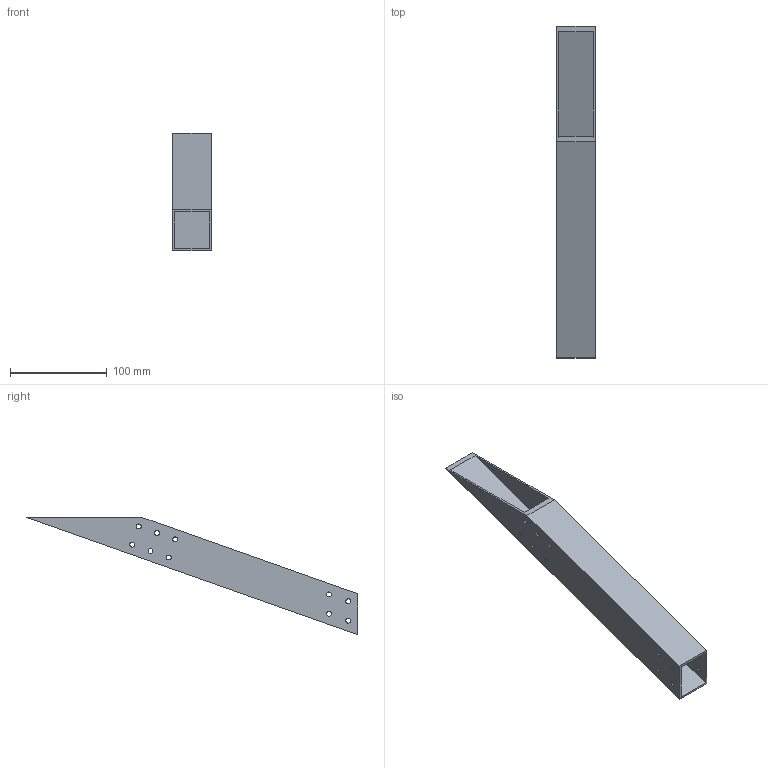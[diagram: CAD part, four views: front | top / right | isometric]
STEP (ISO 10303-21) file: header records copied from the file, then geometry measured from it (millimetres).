
FILE_DESCRIPTION (( 'STEP AP203' ), '1' );
FILE_NAME ('hypotenuse Proflie.STEP', '2024-03-24T16:44:13', ( '' ), ( '' ), 'SwSTEP 2.0', 'SolidWorks 2023', '' );
FILE_SCHEMA (( 'CONFIG_CONTROL_DESIGN' ));
Length unit declared in the file: millimetre
Products named in the file (1): hypotenuse Proflie
Bounding box: 40 x 343.65 x 121.5 mm (x, y, z)
Volume: 90644.4 mm3; surface area: 92519.8 mm2
Topology: 1 solids, 1 shells, 50 faces, 144 edges, 96 vertices
Faces by surface type: cylinder 40, plane 10
Entity records: 1849 total; most frequent: DIRECTION 326, CARTESIAN_POINT 291, ORIENTED_EDGE 288, EDGE_CURVE 144, AXIS2_PLACEMENT_3D 131, VERTEX_POINT 96, EDGE_LOOP 92, CIRCLE 80
